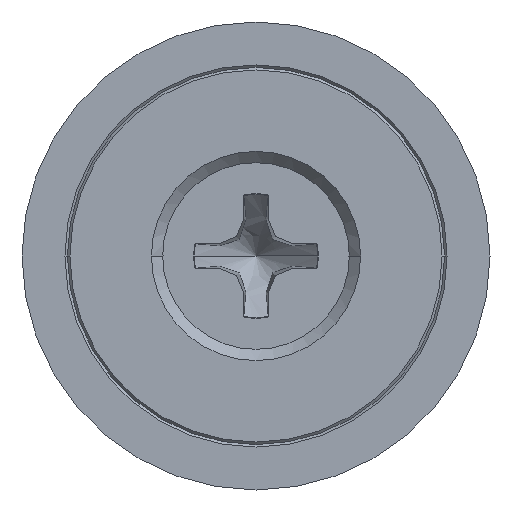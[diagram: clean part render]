
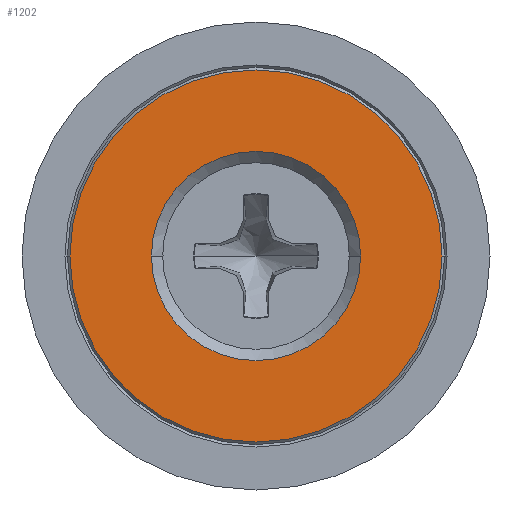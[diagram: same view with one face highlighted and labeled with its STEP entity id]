
A CAD part, front view. The second image highlights one B-rep face of the part: STEP entity #1202.
In plain terms, the highlighted face is planar.
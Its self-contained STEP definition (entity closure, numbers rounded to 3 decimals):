
#981=CARTESIAN_POINT('',(0.,0.,0.));
#982=DIRECTION('',(0.,0.,1.));
#983=DIRECTION('',(-1.,0.,0.));
#984=AXIS2_PLACEMENT_3D('',#981,#982,#983);
#990=CARTESIAN_POINT('',(0.,0.,0.));
#991=DIRECTION('',(0.,0.,-1.));
#992=DIRECTION('',(-1.,0.,0.));
#993=AXIS2_PLACEMENT_3D('',#990,#991,#992);
#999=CARTESIAN_POINT('',(0.,0.,0.));
#1000=DIRECTION('',(0.,0.,1.));
#1001=DIRECTION('',(-1.,0.,0.));
#1002=AXIS2_PLACEMENT_3D('',#999,#1000,#1001);
#1004=CARTESIAN_POINT('',(0.,0.,0.));
#1005=DIRECTION('',(0.,0.,-1.));
#1006=DIRECTION('',(-1.,0.,0.));
#1007=AXIS2_PLACEMENT_3D('',#1004,#1005,#1006);
#1121=CARTESIAN_POINT('',(-7.475,0.,0.));
#1123=VERTEX_POINT('',#1121);
#1137=CARTESIAN_POINT('',(-4.2,0.,0.));
#1138=VERTEX_POINT('',#1137);
#1139=CARTESIAN_POINT('',(7.475,0.,0.));
#1141=VERTEX_POINT('',#1139);
#1155=CARTESIAN_POINT('',(4.2,0.,0.));
#1156=VERTEX_POINT('',#1155);
#1187=CARTESIAN_POINT('',(0.,0.,0.));
#1188=DIRECTION('',(0.,0.,1.));
#1189=DIRECTION('',(-1.,0.,0.));
#1190=AXIS2_PLACEMENT_3D('',#1187,#1188,#1189);
#1191=PLANE('',#1190);
#1192=ORIENTED_EDGE('',*,*,#1179,.F.);
#1193=ORIENTED_EDGE('',*,*,#1168,.T.);
#1194=EDGE_LOOP('',(#1192,#1193));
#1195=FACE_OUTER_BOUND('',#1194,.F.);
#1197=ORIENTED_EDGE('',*,*,#1196,.F.);
#1199=ORIENTED_EDGE('',*,*,#1198,.T.);
#1200=EDGE_LOOP('',(#1197,#1199));
#1201=FACE_BOUND('',#1200,.F.);
#1202=ADVANCED_FACE('',(#1195,#1201),#1191,.F.);
#985=CIRCLE('',#984,7.475);
#994=CIRCLE('',#993,7.475);
#1003=CIRCLE('',#1002,4.2);
#1008=CIRCLE('',#1007,4.2);
#1168=EDGE_CURVE('',#1123,#1141,#985,.T.);
#1179=EDGE_CURVE('',#1123,#1141,#994,.T.);
#1196=EDGE_CURVE('',#1138,#1156,#1003,.T.);
#1198=EDGE_CURVE('',#1138,#1156,#1008,.T.);
